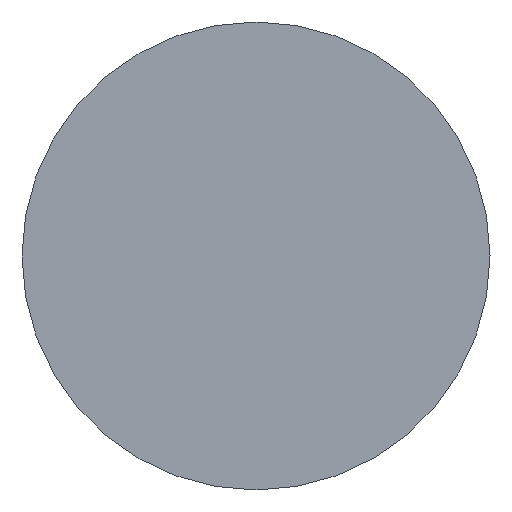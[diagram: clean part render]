
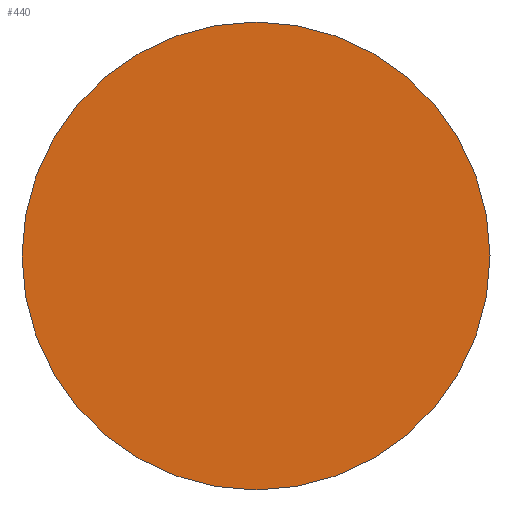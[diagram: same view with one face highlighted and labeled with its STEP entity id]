
A CAD part, front view. The second image highlights one B-rep face of the part: STEP entity #440.
In plain terms, the highlighted planar face has unit normal (0, -1, 0).
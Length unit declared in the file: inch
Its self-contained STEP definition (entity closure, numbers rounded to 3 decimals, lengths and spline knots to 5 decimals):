
#74 = EDGE_CURVE ( 'NONE', #304, #263, #390, .T. ) ;
#98 = EDGE_CURVE ( 'NONE', #263, #304, #131, .T. ) ;
#131 = CIRCLE ( 'NONE', #401, 0.3125 ) ;
#150 = ORIENTED_EDGE ( 'NONE', *, *, #98, .T. ) ;
#156 = DIRECTION ( 'NONE',  ( 0., 0., -1. ) ) ;
#188 = CARTESIAN_POINT ( 'NONE',  ( 0., 0., 0.3125 ) ) ;
#263 = VERTEX_POINT ( 'NONE', #273 ) ;
#273 = CARTESIAN_POINT ( 'NONE',  ( 0., 0., -0.3125 ) ) ;
#286 = ORIENTED_EDGE ( 'NONE', *, *, #74, .T. ) ;
#287 = CARTESIAN_POINT ( 'NONE',  ( 0., 0., 0. ) ) ;
#288 = DIRECTION ( 'NONE',  ( 0., -1., 0. ) ) ;
#290 = DIRECTION ( 'NONE',  ( 0., 0., -1. ) ) ;
#293 = FACE_OUTER_BOUND ( 'NONE', #328, .T. ) ;
#304 = VERTEX_POINT ( 'NONE', #188 ) ;
#328 = EDGE_LOOP ( 'NONE', ( #150, #286 ) ) ;
#351 = AXIS2_PLACEMENT_3D ( 'NONE', #446, #373, #156 ) ;
#363 = PLANE ( 'NONE',  #370 ) ;
#370 = AXIS2_PLACEMENT_3D ( 'NONE', #437, #439, #290 ) ;
#373 = DIRECTION ( 'NONE',  ( 0., -1., 0. ) ) ;
#390 = CIRCLE ( 'NONE', #351, 0.3125 ) ;
#401 = AXIS2_PLACEMENT_3D ( 'NONE', #287, #288, #438 ) ;
#437 = CARTESIAN_POINT ( 'NONE',  ( 0., 0., 0. ) ) ;
#438 = DIRECTION ( 'NONE',  ( 0., 0., -1. ) ) ;
#439 = DIRECTION ( 'NONE',  ( 0., -1., 0. ) ) ;
#440 = ADVANCED_FACE ( 'NONE', ( #293 ), #363, .T. ) ;
#446 = CARTESIAN_POINT ( 'NONE',  ( 0., 0., 0. ) ) ;
